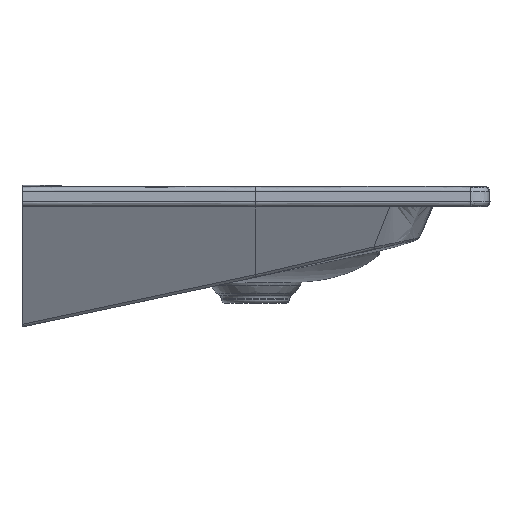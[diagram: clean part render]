
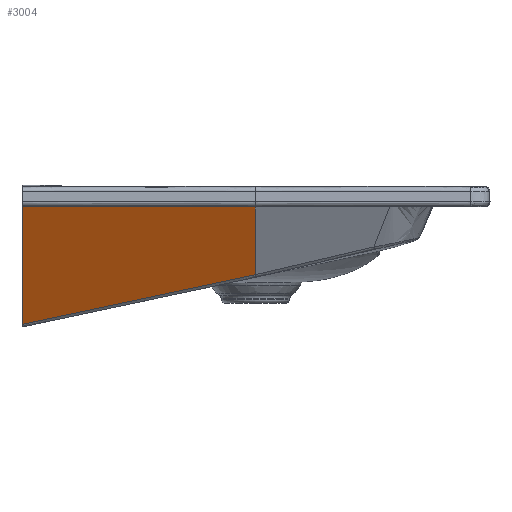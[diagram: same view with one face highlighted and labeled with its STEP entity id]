
A CAD part, left-side view. The second image highlights one B-rep face of the part: STEP entity #3004.
In plain terms, the highlighted free-form (B-spline) face has degree [1, 3] with [2, 23] control points.
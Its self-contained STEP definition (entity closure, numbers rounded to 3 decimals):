
#3004=ADVANCED_FACE('',(#3193),#3092,.T.);
#3092=B_SPLINE_SURFACE_WITH_KNOTS('',1,3,((#28013,#28014,#28015,#28016,
#28017,#28018,#28019,#28020,#28021,#28022,#28023,#28024,#28025,#28026,#28027,
#28028,#28029,#28030,#28031,#28032,#28033,#28034,#28035),(#28036,#28037,
#28038,#28039,#28040,#28041,#28042,#28043,#28044,#28045,#28046,#28047,#28048,
#28049,#28050,#28051,#28052,#28053,#28054,#28055,#28056,#28057,#28058)),
 .UNSPECIFIED.,.F.,.F.,.F.,(2,2),(4,2,2,2,2,2,2,2,2,3,4),(0.,1.),(0.,0.031,
0.062,0.124,0.249,0.28,
0.311,0.373,0.497,0.994,
1.),.UNSPECIFIED.);
#3193=FACE_OUTER_BOUND('',#3350,.T.);
#3350=EDGE_LOOP('',(#3912,#3913,#3914,#3915));
#3912=ORIENTED_EDGE('',*,*,#6869,.T.);
#3913=ORIENTED_EDGE('',*,*,#6832,.T.);
#3914=ORIENTED_EDGE('',*,*,#6943,.F.);
#3915=ORIENTED_EDGE('',*,*,#6735,.T.);
#5310=VERTEX_POINT('',#11414);
#5313=VERTEX_POINT('',#11467);
#5382=VERTEX_POINT('',#13995);
#5384=VERTEX_POINT('',#14007);
#6735=EDGE_CURVE('',#5313,#5310,#8233,.T.);
#6832=EDGE_CURVE('',#5384,#5382,#8310,.T.);
#6869=EDGE_CURVE('',#5310,#5384,#8343,.T.);
#6943=EDGE_CURVE('',#5313,#5382,#8399,.T.);
#8233=B_SPLINE_CURVE_WITH_KNOTS('',3,(#11482,#11483,#11484,#11485,#11486,
#11487,#11488,#11489,#11490,#11491,#11492,#11493,#11494,#11495),
 .UNSPECIFIED.,.F.,.F.,(4,2,2,2,2,2,4),(0.,0.25,0.5,0.75,0.875,0.938,1.),
 .UNSPECIFIED.);
#8310=B_SPLINE_CURVE_WITH_KNOTS('',3,(#13997,#13998,#13999,#14000,#14001,
#14002,#14003,#14004,#14005,#14006),.UNSPECIFIED.,.F.,.F.,(4,2,2,2,4),(0.,
0.5,0.75,0.875,1.),.UNSPECIFIED.);
#8343=B_SPLINE_CURVE_WITH_KNOTS('',3,(#15384,#15385,#15386,#15387),
 .UNSPECIFIED.,.F.,.F.,(4,4),(0.,1.),.UNSPECIFIED.);
#8399=B_SPLINE_CURVE_WITH_KNOTS('',3,(#28003,#28004,#28005,#28006,#28007,
#28008,#28009,#28010,#28011,#28012),.UNSPECIFIED.,.F.,.F.,(4,3,3,4),(0.,
0.294,0.609,1.),.UNSPECIFIED.);
#11414=CARTESIAN_POINT('',(-414.617,-249.998,-93.978));
#11467=CARTESIAN_POINT('',(-387.666,0.,-147.161));
#11482=CARTESIAN_POINT('',(-387.666,0.,-147.161));
#11483=CARTESIAN_POINT('',(-389.85,-20.837,-142.718));
#11484=CARTESIAN_POINT('',(-392.142,-41.669,-138.301));
#11485=CARTESIAN_POINT('',(-396.632,-83.337,-129.445));
#11486=CARTESIAN_POINT('',(-398.875,-104.171,-125.015));
#11487=CARTESIAN_POINT('',(-403.369,-145.839,-116.158));
#11488=CARTESIAN_POINT('',(-405.615,-166.673,-111.731));
#11489=CARTESIAN_POINT('',(-408.984,-197.924,-105.088));
#11490=CARTESIAN_POINT('',(-410.107,-208.34,-102.873));
#11491=CARTESIAN_POINT('',(-411.787,-223.968,-99.559));
#11492=CARTESIAN_POINT('',(-412.348,-229.177,-98.453));
#11493=CARTESIAN_POINT('',(-413.471,-239.594,-96.238));
#11494=CARTESIAN_POINT('',(-414.024,-244.806,-95.147));
#11495=CARTESIAN_POINT('',(-414.617,-249.998,-93.978));
#13995=CARTESIAN_POINT('',(-454.848,0.,-15.31));
#13997=CARTESIAN_POINT('',(-454.856,-250.021,-15.005));
#13998=CARTESIAN_POINT('',(-454.855,-208.351,-15.051));
#13999=CARTESIAN_POINT('',(-454.855,-166.681,-15.093));
#14000=CARTESIAN_POINT('',(-454.855,-104.176,-15.149));
#14001=CARTESIAN_POINT('',(-454.855,-83.34,-15.175));
#14002=CARTESIAN_POINT('',(-454.853,-52.088,-15.214));
#14003=CARTESIAN_POINT('',(-454.852,-41.67,-15.221));
#14004=CARTESIAN_POINT('',(-454.85,-20.835,-15.24));
#14005=CARTESIAN_POINT('',(-454.849,-10.417,-15.227));
#14006=CARTESIAN_POINT('',(-454.848,0.,-15.31));
#14007=CARTESIAN_POINT('',(-454.856,-250.021,-15.005));
#15384=CARTESIAN_POINT('',(-414.617,-249.998,-93.978));
#15385=CARTESIAN_POINT('',(-428.03,-250.006,-67.654));
#15386=CARTESIAN_POINT('',(-441.443,-250.014,-41.329));
#15387=CARTESIAN_POINT('',(-454.856,-250.021,-15.005));
#28003=CARTESIAN_POINT('',(-387.666,0.,-147.161));
#28004=CARTESIAN_POINT('',(-394.243,0.,-134.253));
#28005=CARTESIAN_POINT('',(-400.82,0.,-121.344));
#28006=CARTESIAN_POINT('',(-407.398,0.,-108.436));
#28007=CARTESIAN_POINT('',(-414.457,0.,-94.581));
#28008=CARTESIAN_POINT('',(-421.517,0.,-80.726));
#28009=CARTESIAN_POINT('',(-428.576,0.,-66.871));
#28010=CARTESIAN_POINT('',(-437.333,0.,-49.684));
#28011=CARTESIAN_POINT('',(-446.091,0.,-32.497));
#28012=CARTESIAN_POINT('',(-454.848,0.,-15.31));
#28013=CARTESIAN_POINT('',(-455.259,0.004,-14.503));
#28014=CARTESIAN_POINT('',(-455.259,-2.601,-14.483));
#28015=CARTESIAN_POINT('',(-455.259,-5.207,-14.471));
#28016=CARTESIAN_POINT('',(-455.259,-10.416,-14.454));
#28017=CARTESIAN_POINT('',(-455.259,-13.021,-14.45));
#28018=CARTESIAN_POINT('',(-455.259,-20.835,-14.437));
#28019=CARTESIAN_POINT('',(-455.259,-26.043,-14.433));
#28020=CARTESIAN_POINT('',(-455.259,-41.67,-14.422));
#28021=CARTESIAN_POINT('',(-455.259,-52.087,-14.416));
#28022=CARTESIAN_POINT('',(-455.259,-65.109,-14.402));
#28023=CARTESIAN_POINT('',(-455.259,-67.714,-14.399));
#28024=CARTESIAN_POINT('',(-455.259,-72.922,-14.391));
#28025=CARTESIAN_POINT('',(-455.259,-75.527,-14.388));
#28026=CARTESIAN_POINT('',(-455.259,-83.34,-14.378));
#28027=CARTESIAN_POINT('',(-455.259,-88.549,-14.372));
#28028=CARTESIAN_POINT('',(-455.259,-104.175,-14.355));
#28029=CARTESIAN_POINT('',(-455.259,-114.593,-14.346));
#28030=CARTESIAN_POINT('',(-455.259,-166.681,-14.3));
#28031=CARTESIAN_POINT('',(-455.259,-208.351,-14.259));
#28032=CARTESIAN_POINT('',(-455.259,-250.021,-14.214));
#28033=CARTESIAN_POINT('',(-455.259,-250.522,-14.213));
#28034=CARTESIAN_POINT('',(-455.259,-251.022,-14.212));
#28035=CARTESIAN_POINT('',(-455.259,-251.522,-14.212));
#28036=CARTESIAN_POINT('',(-387.263,0.273,-147.954));
#28037=CARTESIAN_POINT('',(-387.263,-2.389,-147.934));
#28038=CARTESIAN_POINT('',(-387.262,-5.068,-147.922));
#28039=CARTESIAN_POINT('',(-387.262,-10.341,-147.905));
#28040=CARTESIAN_POINT('',(-387.262,-12.957,-147.901));
#28041=CARTESIAN_POINT('',(-387.262,-20.801,-147.888));
#28042=CARTESIAN_POINT('',(-387.262,-26.015,-147.884));
#28043=CARTESIAN_POINT('',(-387.262,-41.651,-147.873));
#28044=CARTESIAN_POINT('',(-387.262,-52.064,-147.867));
#28045=CARTESIAN_POINT('',(-387.262,-65.068,-147.853));
#28046=CARTESIAN_POINT('',(-387.262,-67.665,-147.85));
#28047=CARTESIAN_POINT('',(-387.262,-72.873,-147.842));
#28048=CARTESIAN_POINT('',(-387.262,-75.481,-147.839));
#28049=CARTESIAN_POINT('',(-387.262,-83.298,-147.829));
#28050=CARTESIAN_POINT('',(-387.262,-88.509,-147.823));
#28051=CARTESIAN_POINT('',(-387.262,-104.143,-147.806));
#28052=CARTESIAN_POINT('',(-387.262,-114.563,-147.797));
#28053=CARTESIAN_POINT('',(-387.262,-166.648,-147.751));
#28054=CARTESIAN_POINT('',(-387.262,-208.316,-147.71));
#28055=CARTESIAN_POINT('',(-387.262,-249.984,-147.664));
#28056=CARTESIAN_POINT('',(-387.262,-250.484,-147.664));
#28057=CARTESIAN_POINT('',(-387.262,-250.984,-147.663));
#28058=CARTESIAN_POINT('',(-387.262,-251.484,-147.663));
